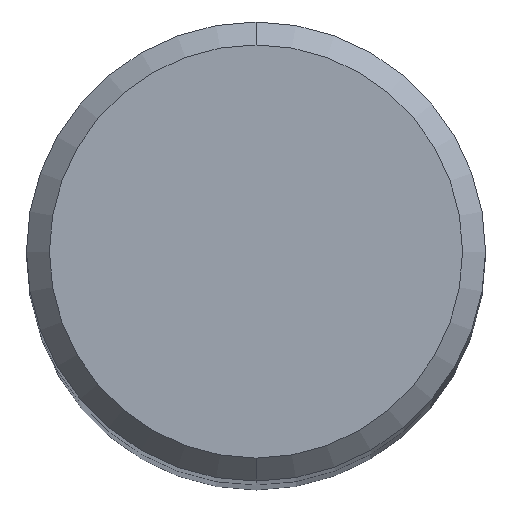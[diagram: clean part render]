
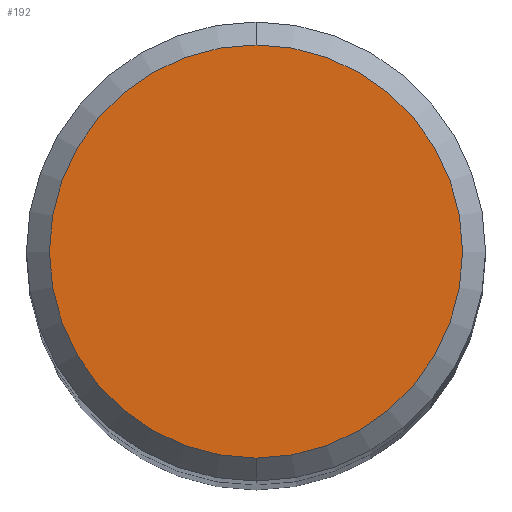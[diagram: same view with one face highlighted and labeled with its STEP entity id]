
A CAD part, top view. The second image highlights one B-rep face of the part: STEP entity #192.
In plain terms, the highlighted planar face has unit normal (0, 0, 1).
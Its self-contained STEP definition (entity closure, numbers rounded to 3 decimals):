
#192=ADVANCED_FACE('',(#498),#499,.T.);
#252=VERTEX_POINT('',#564);
#358=VERTEX_POINT('',#681);
#394=EDGE_CURVE('',#358,#252,#723,.T.);
#402=EDGE_CURVE('',#252,#358,#731,.T.);
#498=FACE_OUTER_BOUND('',#826,.T.);
#499=PLANE('',#827);
#564=CARTESIAN_POINT('',(0.,-4.5,0.0));
#681=CARTESIAN_POINT('',(0.0,4.5,0.0));
#723=CIRCLE('',#1207,4.5);
#731=CIRCLE('',#1227,4.5);
#826=EDGE_LOOP('',(#1494,#1495));
#827=AXIS2_PLACEMENT_3D('',#1496,#1497,#1498);
#1207=AXIS2_PLACEMENT_3D('',#1747,#1748,#1749);
#1227=AXIS2_PLACEMENT_3D('',#1753,#1754,#1755);
#1494=ORIENTED_EDGE('',*,*,#394,.F.);
#1495=ORIENTED_EDGE('',*,*,#402,.F.);
#1496=CARTESIAN_POINT('',(0.0,2.25,0.0));
#1497=DIRECTION('',(-0.0,0.0,1.0));
#1498=DIRECTION('',(0.0,-1.0,0.0));
#1747=CARTESIAN_POINT('',(0.0,0.0,0.0));
#1748=DIRECTION('',(0.0,0.0,-1.0));
#1749=DIRECTION('',(0.0,1.0,0.0));
#1753=CARTESIAN_POINT('',(0.0,0.0,0.0));
#1754=DIRECTION('',(0.0,0.0,-1.0));
#1755=DIRECTION('',(0.0,1.0,0.0));
